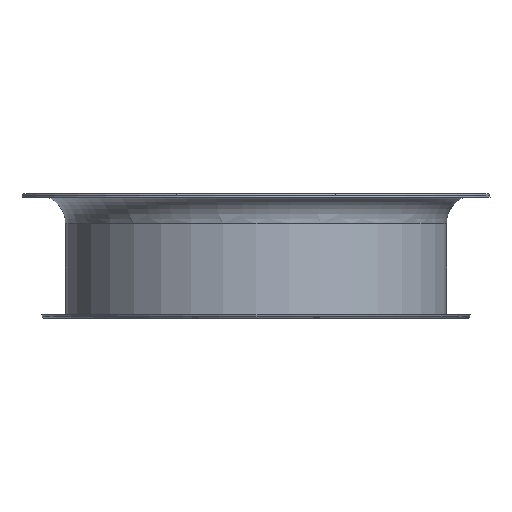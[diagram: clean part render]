
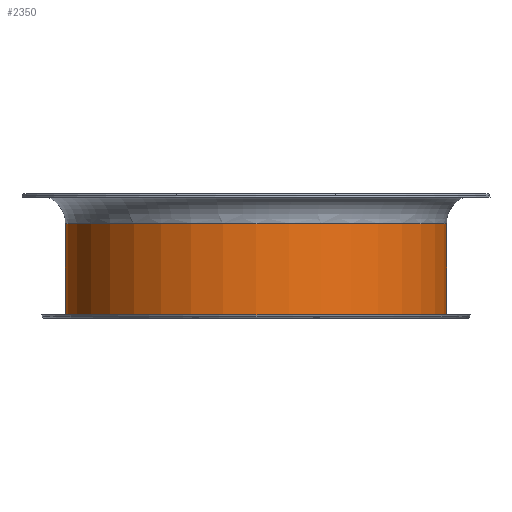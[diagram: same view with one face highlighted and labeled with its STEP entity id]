
A CAD part, left-side view. The second image highlights one B-rep face of the part: STEP entity #2350.
In plain terms, the highlighted cylindrical face has radius 458 mm (diameter 916 mm), a partial arc.
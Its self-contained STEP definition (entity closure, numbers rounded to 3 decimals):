
#17 = DIRECTION ( 'NONE',  ( 0., 0., 1. ) ) ;
#45 = CARTESIAN_POINT ( 'NONE',  ( 0., -458., 228. ) ) ;
#135 = EDGE_CURVE ( 'NONE', #2257, #1973, #1971, .T. ) ;
#328 = ORIENTED_EDGE ( 'NONE', *, *, #3346, .F. ) ;
#412 = CYLINDRICAL_SURFACE ( 'NONE', #667, 458. ) ;
#474 = EDGE_CURVE ( 'NONE', #2257, #2399, #2112, .T. ) ;
#477 = ORIENTED_EDGE ( 'NONE', *, *, #135, .F. ) ;
#630 = DIRECTION ( 'NONE',  ( 0., -1., 0. ) ) ;
#667 = AXIS2_PLACEMENT_3D ( 'NONE', #2549, #1068, #3787 ) ;
#748 = CARTESIAN_POINT ( 'NONE',  ( 0., 458., 7. ) ) ;
#959 = ORIENTED_EDGE ( 'NONE', *, *, #474, .T. ) ;
#1048 = ORIENTED_EDGE ( 'NONE', *, *, #3081, .T. ) ;
#1068 = DIRECTION ( 'NONE',  ( 0., 0., 1. ) ) ;
#1071 = CARTESIAN_POINT ( 'NONE',  ( 0., 458., 0. ) ) ;
#1073 = VECTOR ( 'NONE', #2593, 1000. ) ;
#1087 = AXIS2_PLACEMENT_3D ( 'NONE', #1544, #17, #630 ) ;
#1116 = CIRCLE ( 'NONE', #2873, 458. ) ;
#1205 = CARTESIAN_POINT ( 'NONE',  ( 0., 458., 228. ) ) ;
#1544 = CARTESIAN_POINT ( 'NONE',  ( 0., 0., 7. ) ) ;
#1558 = EDGE_LOOP ( 'NONE', ( #477, #959, #1048, #328 ) ) ;
#1679 = CARTESIAN_POINT ( 'NONE',  ( 0., 0., 228. ) ) ;
#1964 = CARTESIAN_POINT ( 'NONE',  ( 0., -458., 7. ) ) ;
#1971 = LINE ( 'NONE', #1071, #2212 ) ;
#1973 = VERTEX_POINT ( 'NONE', #1205 ) ;
#2032 = CARTESIAN_POINT ( 'NONE',  ( 0., -458., 0. ) ) ;
#2044 = LINE ( 'NONE', #2032, #1073 ) ;
#2112 = CIRCLE ( 'NONE', #1087, 458. ) ;
#2212 = VECTOR ( 'NONE', #3161, 1000. ) ;
#2257 = VERTEX_POINT ( 'NONE', #748 ) ;
#2350 = ADVANCED_FACE ( 'NONE', ( #3606 ), #412, .T. ) ;
#2399 = VERTEX_POINT ( 'NONE', #1964 ) ;
#2549 = CARTESIAN_POINT ( 'NONE',  ( 0., 0., 0. ) ) ;
#2593 = DIRECTION ( 'NONE',  ( 0., 0., 1. ) ) ;
#2873 = AXIS2_PLACEMENT_3D ( 'NONE', #1679, #3498, #3811 ) ;
#3081 = EDGE_CURVE ( 'NONE', #2399, #3171, #2044, .T. ) ;
#3161 = DIRECTION ( 'NONE',  ( 0., 0., 1. ) ) ;
#3171 = VERTEX_POINT ( 'NONE', #45 ) ;
#3346 = EDGE_CURVE ( 'NONE', #1973, #3171, #1116, .T. ) ;
#3498 = DIRECTION ( 'NONE',  ( 0., 0., 1. ) ) ;
#3606 = FACE_OUTER_BOUND ( 'NONE', #1558, .T. ) ;
#3787 = DIRECTION ( 'NONE',  ( 0., -1., 0. ) ) ;
#3811 = DIRECTION ( 'NONE',  ( 0., -1., 0. ) ) ;
